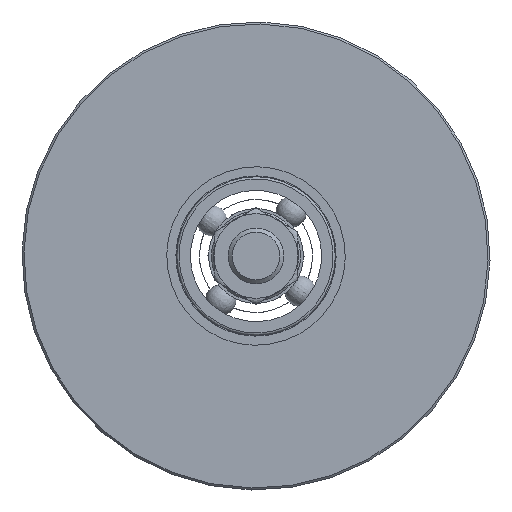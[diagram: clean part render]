
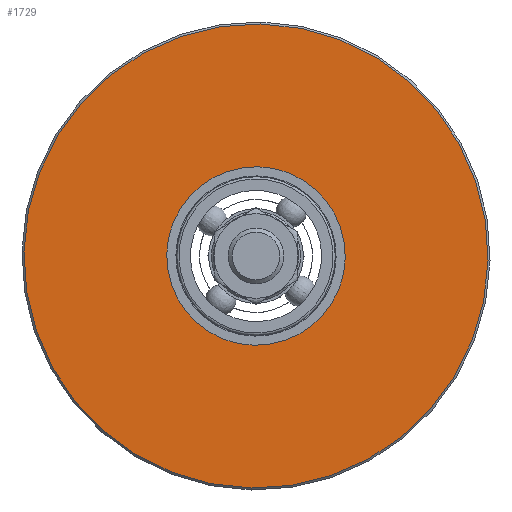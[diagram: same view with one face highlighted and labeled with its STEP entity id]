
A CAD part, front view. The second image highlights one B-rep face of the part: STEP entity #1729.
In plain terms, the highlighted planar face has unit normal (0, -1, 0).
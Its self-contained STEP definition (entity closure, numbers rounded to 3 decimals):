
#110=FACE_BOUND('',#330,.T.);
#145=PLANE('',#1897);
#219=FACE_OUTER_BOUND('',#329,.T.);
#329=EDGE_LOOP('',(#1228));
#330=EDGE_LOOP('',(#1229,#1230));
#582=CIRCLE('',#1894,58.5);
#584=CIRCLE('',#1898,22.5);
#585=CIRCLE('',#1899,22.5);
#724=VERTEX_POINT('',#2767);
#726=VERTEX_POINT('',#2775);
#727=VERTEX_POINT('',#2776);
#925=EDGE_CURVE('',#724,#724,#582,.T.);
#928=EDGE_CURVE('',#726,#727,#584,.T.);
#929=EDGE_CURVE('',#727,#726,#585,.T.);
#1228=ORIENTED_EDGE('',*,*,#925,.F.);
#1229=ORIENTED_EDGE('',*,*,#928,.T.);
#1230=ORIENTED_EDGE('',*,*,#929,.T.);
#1729=ADVANCED_FACE('',(#219,#110),#145,.F.);
#1894=AXIS2_PLACEMENT_3D('',#2769,#2233,#2234);
#1897=AXIS2_PLACEMENT_3D('',#2774,#2240,#2241);
#1898=AXIS2_PLACEMENT_3D('',#2777,#2242,#2243);
#1899=AXIS2_PLACEMENT_3D('',#2778,#2244,#2245);
#2233=DIRECTION('center_axis',(0.,1.,0.));
#2234=DIRECTION('ref_axis',(-0.322,0.,0.947));
#2240=DIRECTION('center_axis',(0.,1.,0.));
#2241=DIRECTION('ref_axis',(-0.322,0.,0.947));
#2242=DIRECTION('center_axis',(0.,1.,0.));
#2243=DIRECTION('ref_axis',(0.947,0.,0.322));
#2244=DIRECTION('center_axis',(0.,1.,0.));
#2245=DIRECTION('ref_axis',(0.947,0.,0.322));
#2767=CARTESIAN_POINT('',(18.849,-10.,-55.38));
#2769=CARTESIAN_POINT('Origin',(0.,-10.,0.));
#2774=CARTESIAN_POINT('Origin',(0.,-10.,0.));
#2775=CARTESIAN_POINT('',(21.3,-10.,7.25));
#2776=CARTESIAN_POINT('',(-21.3,-10.,-7.25));
#2777=CARTESIAN_POINT('Origin',(0.,-10.,0.));
#2778=CARTESIAN_POINT('Origin',(0.,-10.,0.));
